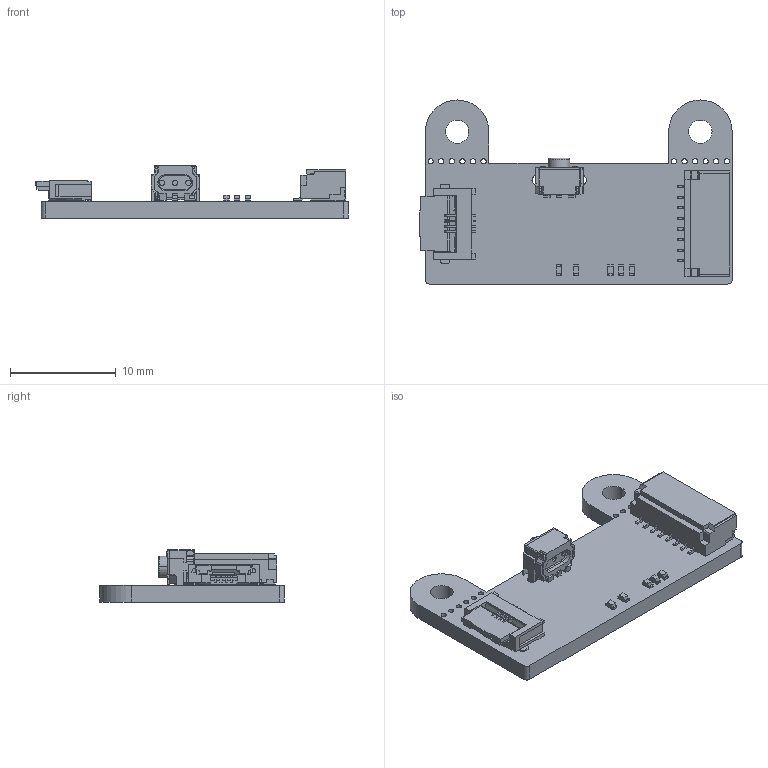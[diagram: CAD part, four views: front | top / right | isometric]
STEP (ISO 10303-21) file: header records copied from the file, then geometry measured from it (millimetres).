
FILE_DESCRIPTION (( 'STEP AP203' ), '1' );
FILE_NAME ('Controller Reference CAD.STEP', '2024-06-03T15:08:40', ( '' ), ( '' ), 'SwSTEP 2.0', 'SolidWorks 2022', '' );
FILE_SCHEMA (( 'CONFIG_CONTROL_DESIGN' ));
Length unit declared in the file: millimetre
Products named in the file (1): Controller Reference CAD
Bounding box: 29.52 x 17.4 x 4.95 mm (x, y, z)
Volume: 740.6 mm3; surface area: 1607.5 mm2
Topology: 29 solids, 29 shells, 1188 faces, 3252 edges, 2132 vertices
Faces by surface type: plane 886, cylinder 277, torus 14, sphere 11
Entity records: 37449 total; most frequent: CARTESIAN_POINT 6706, ORIENTED_EDGE 6488, DIRECTION 6203, EDGE_CURVE 3244, LINE 2639, VECTOR 2639, VERTEX_POINT 2132, AXIS2_PLACEMENT_3D 1782
